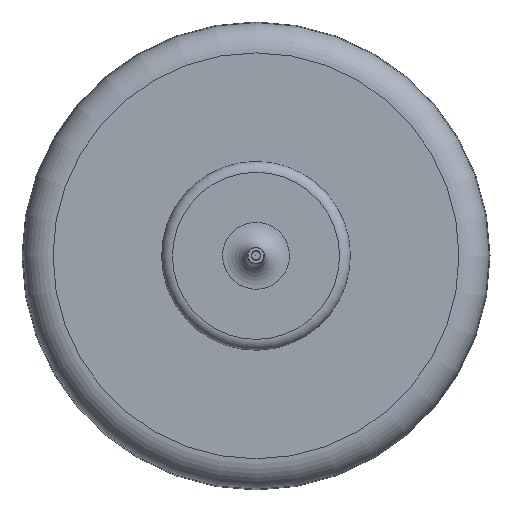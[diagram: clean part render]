
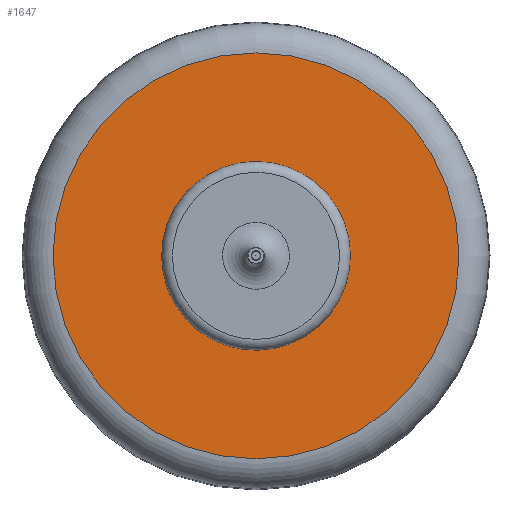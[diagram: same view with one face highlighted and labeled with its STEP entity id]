
A CAD part, top view. The second image highlights one B-rep face of the part: STEP entity #1647.
In plain terms, the highlighted planar face has unit normal (0, 0, 1).
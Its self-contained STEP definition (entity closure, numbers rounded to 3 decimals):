
#271=FACE_BOUND('',#511,.T.);
#299=PLANE('',#1867);
#389=FACE_OUTER_BOUND('',#510,.T.);
#510=EDGE_LOOP('',(#1482));
#511=EDGE_LOOP('',(#1483));
#632=CIRCLE('',#1866,37.);
#633=CIRCLE('',#1868,121.439);
#804=VERTEX_POINT('',#12097);
#805=VERTEX_POINT('',#12101);
#1035=EDGE_CURVE('',#804,#804,#632,.T.);
#1036=EDGE_CURVE('',#805,#805,#633,.T.);
#1482=ORIENTED_EDGE('',*,*,#1036,.T.);
#1483=ORIENTED_EDGE('',*,*,#1035,.F.);
#1647=ADVANCED_FACE('',(#389,#271),#299,.T.);
#1866=AXIS2_PLACEMENT_3D('',#12099,#2302,#2303);
#1867=AXIS2_PLACEMENT_3D('',#12100,#2304,#2305);
#1868=AXIS2_PLACEMENT_3D('',#12102,#2306,#2307);
#2302=DIRECTION('center_axis',(0.,0.,1.));
#2303=DIRECTION('ref_axis',(1.,0.,0.));
#2304=DIRECTION('center_axis',(0.,0.,1.));
#2305=DIRECTION('ref_axis',(1.,0.,0.));
#2306=DIRECTION('center_axis',(0.,0.,1.));
#2307=DIRECTION('ref_axis',(1.,0.,0.));
#12097=CARTESIAN_POINT('',(-37.017,0.016,20.388));
#12099=CARTESIAN_POINT('Origin',(-0.017,0.016,20.388));
#12100=CARTESIAN_POINT('Origin',(-0.017,-36.984,20.388));
#12101=CARTESIAN_POINT('',(-121.456,0.016,20.388));
#12102=CARTESIAN_POINT('Origin',(-0.017,0.016,20.388));
